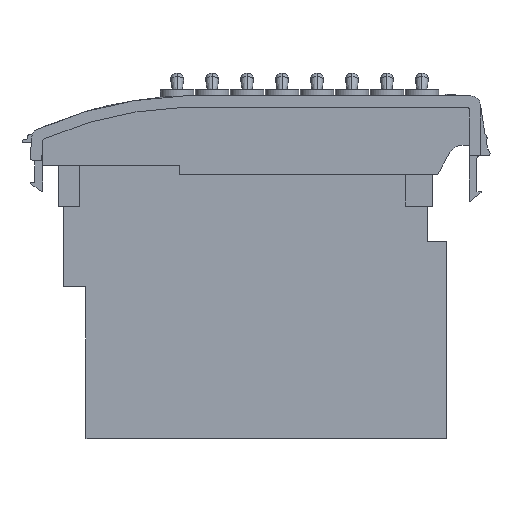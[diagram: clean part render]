
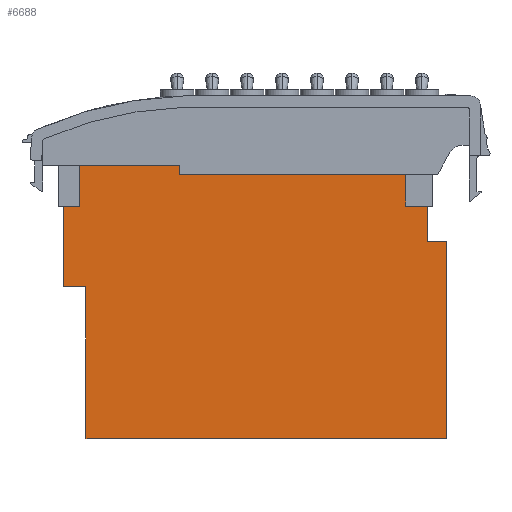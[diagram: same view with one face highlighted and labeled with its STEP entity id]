
A CAD part, left-side view. The second image highlights one B-rep face of the part: STEP entity #6688.
In plain terms, the highlighted planar face has unit normal (-1, 0, 0).
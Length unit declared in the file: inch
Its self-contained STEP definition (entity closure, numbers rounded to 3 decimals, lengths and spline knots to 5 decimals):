
#2122 = DIRECTION ( 'NONE',  ( 0., -1., 0. ) ) ;
#2123 = VECTOR ( 'NONE', #2122, 39.37008 ) ;
#2124 = CARTESIAN_POINT ( 'NONE',  ( 1.16386, 3.22916, 1.01114 ) ) ;
#2125 = LINE ( 'NONE', #2124, #2123 ) ;
#2149 = DIRECTION ( 'NONE',  ( 0., 0., -1. ) ) ;
#2150 = VECTOR ( 'NONE', #2149, 39.37008 ) ;
#2151 = CARTESIAN_POINT ( 'NONE',  ( 1.16386, 3.22916, 0.95114 ) ) ;
#2152 = LINE ( 'NONE', #2151, #2150 ) ;
#2153 = CARTESIAN_POINT ( 'NONE',  ( 1.16386, 3.22916, 1.01114 ) ) ;
#2191 = CARTESIAN_POINT ( 'NONE',  ( 1.16386, 1.73848, 0.95114 ) ) ;
#2192 = DIRECTION ( 'NONE',  ( 0., -1., 0. ) ) ;
#2193 = VECTOR ( 'NONE', #2192, 39.37008 ) ;
#2194 = CARTESIAN_POINT ( 'NONE',  ( 1.16386, 1.52916, 0.95114 ) ) ;
#2195 = LINE ( 'NONE', #2194, #2193 ) ;
#2196 = CARTESIAN_POINT ( 'NONE',  ( 1.16386, 3.22916, 0.95114 ) ) ;
#2981 = CARTESIAN_POINT ( 'NONE',  ( 1.16386, 3.84348, 0.21114 ) ) ;
#2982 = DIRECTION ( 'NONE',  ( 0., 0., 1. ) ) ;
#2983 = VECTOR ( 'NONE', #2982, 39.37008 ) ;
#2984 = CARTESIAN_POINT ( 'NONE',  ( 1.16386, 3.84348, 0.21114 ) ) ;
#2985 = LINE ( 'NONE', #2984, #2983 ) ;
#2998 = CARTESIAN_POINT ( 'NONE',  ( 1.16386, 3.84348, -0.78886 ) ) ;
#2999 = CARTESIAN_POINT ( 'NONE',  ( 1.16386, 1.46848, -0.78886 ) ) ;
#3000 = DIRECTION ( 'NONE',  ( 0., 1., 0. ) ) ;
#3001 = VECTOR ( 'NONE', #3000, 39.37008 ) ;
#3002 = CARTESIAN_POINT ( 'NONE',  ( 1.16386, 1.46848, -0.78886 ) ) ;
#3003 = LINE ( 'NONE', #3002, #3001 ) ;
#3062 = CARTESIAN_POINT ( 'NONE',  ( 1.16386, 1.59848, 0.51114 ) ) ;
#3063 = DIRECTION ( 'NONE',  ( 0., 0., -1. ) ) ;
#3064 = VECTOR ( 'NONE', #3063, 39.37008 ) ;
#3065 = CARTESIAN_POINT ( 'NONE',  ( 1.16386, 1.59848, 0.51114 ) ) ;
#3066 = LINE ( 'NONE', #3065, #3064 ) ;
#3083 = DIRECTION ( 'NONE',  ( 0., 0., 1. ) ) ;
#3084 = VECTOR ( 'NONE', #3083, 39.37008 ) ;
#3085 = CARTESIAN_POINT ( 'NONE',  ( 1.16386, 3.99348, 1.24114 ) ) ;
#3086 = LINE ( 'NONE', #3085, #3084 ) ;
#3098 = LINE ( 'NONE', #3155, #3154 ) ;
#3137 = FACE_OUTER_BOUND ( 'NONE', #6689, .T. ) ;
#3152 = CARTESIAN_POINT ( 'NONE',  ( 1.16386, 3.99348, 0.21114 ) ) ;
#3153 = DIRECTION ( 'NONE',  ( 0., 1., 0. ) ) ;
#3154 = VECTOR ( 'NONE', #3153, 39.37008 ) ;
#3155 = CARTESIAN_POINT ( 'NONE',  ( 1.16386, 3.99348, 0.21114 ) ) ;
#3171 = CARTESIAN_POINT ( 'NONE',  ( 1.16386, 1.73848, 0.74114 ) ) ;
#3172 = DIRECTION ( 'NONE',  ( 0., 0., 1. ) ) ;
#3173 = VECTOR ( 'NONE', #3172, 39.37008 ) ;
#3174 = CARTESIAN_POINT ( 'NONE',  ( 1.16386, 1.73848, 0.74114 ) ) ;
#3175 = LINE ( 'NONE', #3174, #3173 ) ;
#3176 = DIRECTION ( 'NONE',  ( 0., 0., 1. ) ) ;
#3177 = DIRECTION ( 'NONE',  ( -1., 0., 0. ) ) ;
#3178 = CARTESIAN_POINT ( 'NONE',  ( 1.16386, 3.84348, -0.78886 ) ) ;
#3179 = AXIS2_PLACEMENT_3D ( 'NONE', #3178, #3177, #3176 ) ;
#3180 = PLANE ( 'NONE',  #3179 ) ;
#3200 = DIRECTION ( 'NONE',  ( 0., 0., -1. ) ) ;
#3201 = VECTOR ( 'NONE', #3200, 39.37008 ) ;
#3202 = CARTESIAN_POINT ( 'NONE',  ( 1.16386, 1.46848, 0.51114 ) ) ;
#3203 = LINE ( 'NONE', #3202, #3201 ) ;
#3243 = CARTESIAN_POINT ( 'NONE',  ( 1.16386, 1.46848, 0.51114 ) ) ;
#3244 = DIRECTION ( 'NONE',  ( 0., -1., 0. ) ) ;
#3245 = VECTOR ( 'NONE', #3244, 39.37008 ) ;
#3246 = CARTESIAN_POINT ( 'NONE',  ( 1.16386, 1.46848, 0.51114 ) ) ;
#3247 = LINE ( 'NONE', #3246, #3245 ) ;
#3316 = DIRECTION ( 'NONE',  ( 0., -1., 0. ) ) ;
#3317 = VECTOR ( 'NONE', #3316, 39.37008 ) ;
#3318 = CARTESIAN_POINT ( 'NONE',  ( 1.16386, 3.84348, 0.74114 ) ) ;
#3319 = LINE ( 'NONE', #3318, #3317 ) ;
#6066 = EDGE_CURVE ( 'NONE', #7567, #6082, #2125, .T. ) ;
#6082 = VERTEX_POINT ( 'NONE', #2153 ) ;
#6084 = EDGE_CURVE ( 'NONE', #6082, #6095, #2152, .T. ) ;
#6095 = VERTEX_POINT ( 'NONE', #2196 ) ;
#6097 = EDGE_CURVE ( 'NONE', #6095, #6098, #2195, .T. ) ;
#6098 = VERTEX_POINT ( 'NONE', #2191 ) ;
#6608 = EDGE_CURVE ( 'NONE', #6624, #6609, #2985, .T. ) ;
#6609 = VERTEX_POINT ( 'NONE', #2981 ) ;
#6622 = EDGE_CURVE ( 'NONE', #6623, #6624, #3003, .T. ) ;
#6623 = VERTEX_POINT ( 'NONE', #2999 ) ;
#6624 = VERTEX_POINT ( 'NONE', #2998 ) ;
#6646 = EDGE_CURVE ( 'NONE', #7808, #6647, #3066, .T. ) ;
#6647 = VERTEX_POINT ( 'NONE', #3062 ) ;
#6660 = EDGE_CURVE ( 'NONE', #6671, #7567, #3086, .T. ) ;
#6670 = EDGE_CURVE ( 'NONE', #6609, #6671, #3098, .T. ) ;
#6671 = VERTEX_POINT ( 'NONE', #3152 ) ;
#6679 = ORIENTED_EDGE ( 'NONE', *, *, #6646, .F. ) ;
#6688 = ADVANCED_FACE ( 'NONE', ( #3137 ), #3180, .T. ) ;
#6689 = EDGE_LOOP ( 'NONE', ( #6690, #6751, #6752, #6753, #6754, #6755, #6756, #6757, #6758, #6759, #6679, #6740 ) ) ;
#6690 = ORIENTED_EDGE ( 'NONE', *, *, #6691, .T. ) ;
#6691 = EDGE_CURVE ( 'NONE', #6692, #6098, #3175, .T. ) ;
#6692 = VERTEX_POINT ( 'NONE', #3171 ) ;
#6696 = EDGE_CURVE ( 'NONE', #6711, #6623, #3203, .T. ) ;
#6710 = EDGE_CURVE ( 'NONE', #6647, #6711, #3247, .T. ) ;
#6711 = VERTEX_POINT ( 'NONE', #3243 ) ;
#6740 = ORIENTED_EDGE ( 'NONE', *, *, #6741, .F. ) ;
#6741 = EDGE_CURVE ( 'NONE', #6692, #7808, #3319, .T. ) ;
#6751 = ORIENTED_EDGE ( 'NONE', *, *, #6097, .F. ) ;
#6752 = ORIENTED_EDGE ( 'NONE', *, *, #6084, .F. ) ;
#6753 = ORIENTED_EDGE ( 'NONE', *, *, #6066, .F. ) ;
#6754 = ORIENTED_EDGE ( 'NONE', *, *, #6660, .F. ) ;
#6755 = ORIENTED_EDGE ( 'NONE', *, *, #6670, .F. ) ;
#6756 = ORIENTED_EDGE ( 'NONE', *, *, #6608, .F. ) ;
#6757 = ORIENTED_EDGE ( 'NONE', *, *, #6622, .F. ) ;
#6758 = ORIENTED_EDGE ( 'NONE', *, *, #6696, .F. ) ;
#6759 = ORIENTED_EDGE ( 'NONE', *, *, #6710, .F. ) ;
#7567 = VERTEX_POINT ( 'NONE', #11548 ) ;
#7808 = VERTEX_POINT ( 'NONE', #11995 ) ;
#11548 = CARTESIAN_POINT ( 'NONE',  ( 1.16386, 3.99348, 1.01114 ) ) ;
#11995 = CARTESIAN_POINT ( 'NONE',  ( 1.16386, 1.59848, 0.74114 ) ) ;
